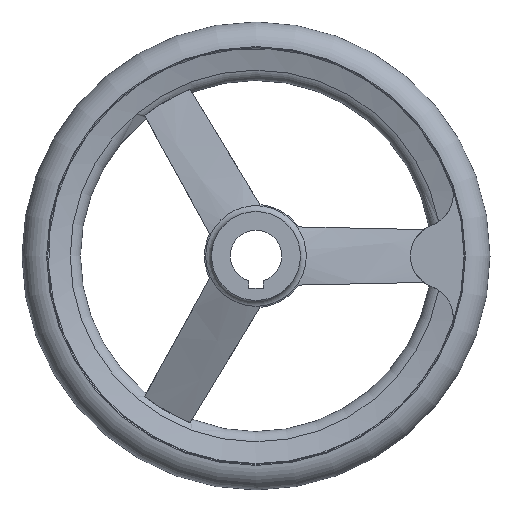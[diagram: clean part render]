
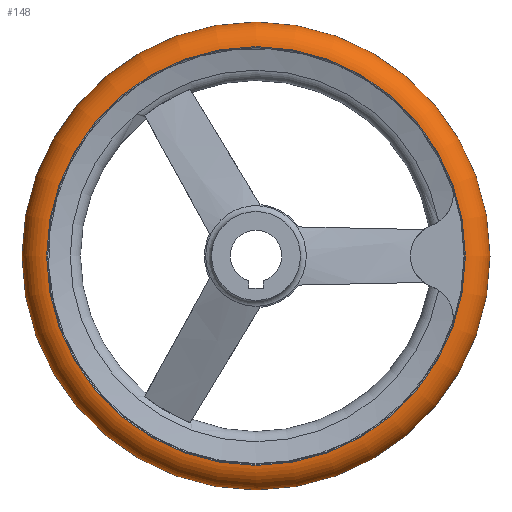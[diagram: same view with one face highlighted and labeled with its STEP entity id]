
A CAD part, front view. The second image highlights one B-rep face of the part: STEP entity #148.
In plain terms, the highlighted toroidal (fillet/blend) face has major radius 89 mm and minor radius 11 mm.
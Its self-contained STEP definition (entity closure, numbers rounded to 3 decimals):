
#148 = ADVANCED_FACE( '', ( #316, #317, #318 ), #319, .T. );
#316 = FACE_BOUND( '', #519, .T. );
#317 = FACE_OUTER_BOUND( '', #520, .T. );
#318 = FACE_OUTER_BOUND( '', #521, .T. );
#319 = TOROIDAL_SURFACE( '', #522, 89., 11. );
#519 = VERTEX_LOOP( '', #883 );
#520 = EDGE_LOOP( '', ( #884 ) );
#521 = EDGE_LOOP( '', ( #885 ) );
#522 = AXIS2_PLACEMENT_3D( '', #886, #887, #888 );
#883 = VERTEX_POINT( '', #1085 );
#884 = ORIENTED_EDGE( '', *, *, #995, .T. );
#885 = ORIENTED_EDGE( '', *, *, #1043, .F. );
#886 = CARTESIAN_POINT( '', ( 0., 34., 0. ) );
#887 = DIRECTION( '', ( 0., -1., 0. ) );
#888 = DIRECTION( '', ( 0., 0., -1. ) );
#995 = EDGE_CURVE( '', #1192, #1192, #1193, .T. );
#1043 = EDGE_CURVE( '', #1263, #1263, #1264, .T. );
#1085 = CARTESIAN_POINT( '', ( 0., 34., -100. ) );
#1192 = VERTEX_POINT( '', #1642 );
#1193 = CIRCLE( '', #1643, 89.458 );
#1263 = VERTEX_POINT( '', #1853 );
#1264 = CIRCLE( '', #1854, 89.458 );
#1642 = CARTESIAN_POINT( '', ( 0., 44.99, -89.458 ) );
#1643 = AXIS2_PLACEMENT_3D( '', #2080, #2081, #2082 );
#1853 = CARTESIAN_POINT( '', ( 0., 23.01, -89.458 ) );
#1854 = AXIS2_PLACEMENT_3D( '', #2120, #2121, #2122 );
#2080 = CARTESIAN_POINT( '', ( 0., 44.99, 0. ) );
#2081 = DIRECTION( '', ( 0., -1., 0. ) );
#2082 = DIRECTION( '', ( 0., 0., -1. ) );
#2120 = CARTESIAN_POINT( '', ( 0., 23.01, 0. ) );
#2121 = DIRECTION( '', ( 0., -1., 0. ) );
#2122 = DIRECTION( '', ( 0., 0., -1. ) );
